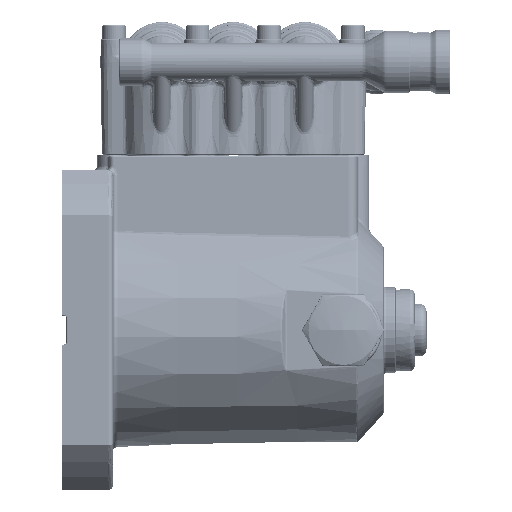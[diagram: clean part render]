
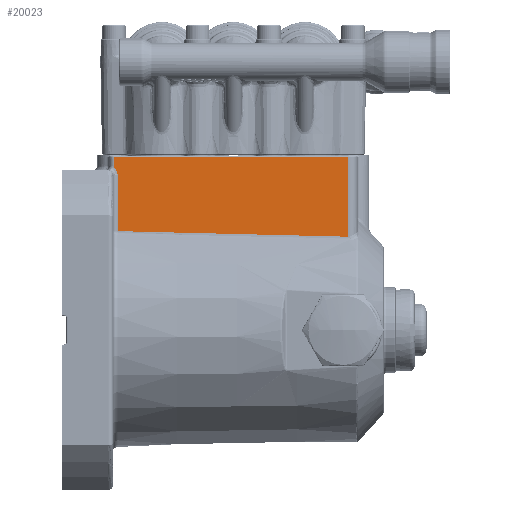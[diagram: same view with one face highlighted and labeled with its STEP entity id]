
A CAD part, front view. The second image highlights one B-rep face of the part: STEP entity #20023.
In plain terms, the highlighted planar face has unit normal (0, -1, 0).
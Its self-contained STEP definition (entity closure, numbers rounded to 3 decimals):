
#1703 = LINE ( 'NONE', #66968, #212520 ) ;
#4181 = CARTESIAN_POINT ( 'NONE',  ( 22.967, -27.5, 66.997 ) ) ;
#6878 = EDGE_CURVE ( 'NONE', #44835, #221985, #1703, .T. ) ;
#15907 = DIRECTION ( 'NONE',  ( 0., 0., 1. ) ) ;
#20023 = ADVANCED_FACE ( 'NONE', ( #63214 ), #124861, .T. ) ;
#22389 = ORIENTED_EDGE ( 'NONE', *, *, #79539, .F. ) ;
#23589 = ORIENTED_EDGE ( 'NONE', *, *, #6878, .F. ) ;
#24102 = CARTESIAN_POINT ( 'NONE',  ( 22.44, -27.5, 67.713 ) ) ;
#24743 = ORIENTED_EDGE ( 'NONE', *, *, #183082, .F. ) ;
#25295 = VECTOR ( 'NONE', #116536, 1000. ) ;
#33017 = B_SPLINE_CURVE_WITH_KNOTS ( 'NONE', 3,
 ( #181872, #43072, #82926, #221639, #102865, #241612, #122832, #4181, #142859, #24102, #162837, #43952 ),
 .UNSPECIFIED., .F., .F.,
 ( 4, 2, 2, 2, 2, 4 ),
 ( 0., 0., 0.001, 0.002, 0.003, 0.004 ),
 .UNSPECIFIED. ) ;
#35438 = ORIENTED_EDGE ( 'NONE', *, *, #188023, .F. ) ;
#37076 = CARTESIAN_POINT ( 'NONE',  ( 55.667, -27.5, 40.785 ) ) ;
#43072 = CARTESIAN_POINT ( 'NONE',  ( 23.493, -27.5, 65.149 ) ) ;
#43874 = EDGE_LOOP ( 'NONE', ( #23589, #22389, #89148, #24743, #35438, #103910 ) ) ;
#43952 = CARTESIAN_POINT ( 'NONE',  ( 22., -27.5, 68.11 ) ) ;
#44835 = VERTEX_POINT ( 'NONE', #96874 ) ;
#63214 = FACE_OUTER_BOUND ( 'NONE', #43874, .T. ) ;
#63628 = CARTESIAN_POINT ( 'NONE',  ( 120., -27.5, 72.5 ) ) ;
#65543 = CARTESIAN_POINT ( 'NONE',  ( 23.5, -27.5, 41.555 ) ) ;
#66968 = CARTESIAN_POINT ( 'NONE',  ( 22., -27.5, -500000. ) ) ;
#76399 = DIRECTION ( 'NONE',  ( 0., -1., 0. ) ) ;
#79539 = EDGE_CURVE ( 'NONE', #146940, #44835, #33017, .T. ) ;
#82926 = CARTESIAN_POINT ( 'NONE',  ( 23.484, -27.5, 65.298 ) ) ;
#87549 = VERTEX_POINT ( 'NONE', #65543 ) ;
#89148 = ORIENTED_EDGE ( 'NONE', *, *, #103151, .F. ) ;
#96303 = VECTOR ( 'NONE', #193889, 1000. ) ;
#96874 = CARTESIAN_POINT ( 'NONE',  ( 22., -27.5, 68.11 ) ) ;
#101340 = CARTESIAN_POINT ( 'NONE',  ( 22., -27.5, 72.5 ) ) ;
#102865 = CARTESIAN_POINT ( 'NONE',  ( 23.424, -27.5, 65.742 ) ) ;
#103151 = EDGE_CURVE ( 'NONE', #87549, #146940, #183501, .T. ) ;
#103910 = ORIENTED_EDGE ( 'NONE', *, *, #253674, .F. ) ;
#113095 = AXIS2_PLACEMENT_3D ( 'NONE', #235093, #76399, #15907 ) ;
#116536 = DIRECTION ( 'NONE',  ( 0., 0., 1. ) ) ;
#120053 = LINE ( 'NONE', #217086, #225542 ) ;
#122832 = CARTESIAN_POINT ( 'NONE',  ( 23.225, -27.5, 66.461 ) ) ;
#124861 = PLANE ( 'NONE',  #113095 ) ;
#142859 = CARTESIAN_POINT ( 'NONE',  ( 22.807, -27.5, 67.252 ) ) ;
#146940 = VERTEX_POINT ( 'NONE', #170539 ) ;
#149139 = LINE ( 'NONE', #154099, #96303 ) ;
#154099 = CARTESIAN_POINT ( 'NONE',  ( 120., -27.5, -500000. ) ) ;
#162837 = CARTESIAN_POINT ( 'NONE',  ( 22.233, -27.5, 67.923 ) ) ;
#170539 = CARTESIAN_POINT ( 'NONE',  ( 23.5, -27.5, 65. ) ) ;
#174989 = CARTESIAN_POINT ( 'NONE',  ( 87.834, -27.5, 40.008 ) ) ;
#175821 = CARTESIAN_POINT ( 'NONE',  ( 23.5, -27.5, 41.555 ) ) ;
#181872 = CARTESIAN_POINT ( 'NONE',  ( 23.5, -27.5, 65. ) ) ;
#183082 = EDGE_CURVE ( 'NONE', #195691, #87549, #252586, .T. ) ;
#183501 = LINE ( 'NONE', #233593, #25295 ) ;
#188023 = EDGE_CURVE ( 'NONE', #251460, #195691, #149139, .T. ) ;
#193889 = DIRECTION ( 'NONE',  ( 0., 0., -1. ) ) ;
#195691 = VERTEX_POINT ( 'NONE', #230717 ) ;
#196441 = DIRECTION ( 'NONE',  ( 1., 0., 0. ) ) ;
#212520 = VECTOR ( 'NONE', #225640, 1000. ) ;
#217086 = CARTESIAN_POINT ( 'NONE',  ( 20., -27.5, 72.5 ) ) ;
#221639 = CARTESIAN_POINT ( 'NONE',  ( 23.449, -27.5, 65.595 ) ) ;
#221985 = VERTEX_POINT ( 'NONE', #101340 ) ;
#225542 = VECTOR ( 'NONE', #196441, 1000. ) ;
#225640 = DIRECTION ( 'NONE',  ( 0., 0., 1. ) ) ;
#230717 = CARTESIAN_POINT ( 'NONE',  ( 120., -27.5, 39.223 ) ) ;
#232987 = CARTESIAN_POINT ( 'NONE',  ( 120., -27.5, 39.223 ) ) ;
#233593 = CARTESIAN_POINT ( 'NONE',  ( 23.5, -27.5, 67. ) ) ;
#235093 = CARTESIAN_POINT ( 'NONE',  ( 20., -27.5, -500000. ) ) ;
#241612 = CARTESIAN_POINT ( 'NONE',  ( 23.324, -27.5, 66.178 ) ) ;
#251460 = VERTEX_POINT ( 'NONE', #63628 ) ;
#252586 = B_SPLINE_CURVE_WITH_KNOTS ( 'NONE', 3,
 ( #232987, #174989, #37076, #175821 ),
 .UNSPECIFIED., .F., .F.,
 ( 4, 4 ),
 ( 0., 0.097 ),
 .UNSPECIFIED. ) ;
#253674 = EDGE_CURVE ( 'NONE', #221985, #251460, #120053, .T. ) ;
